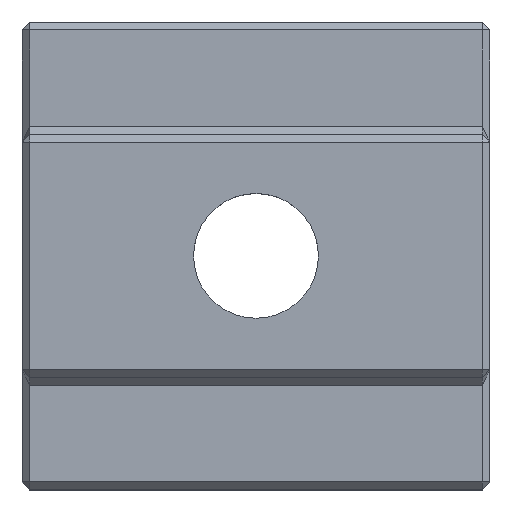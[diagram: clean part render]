
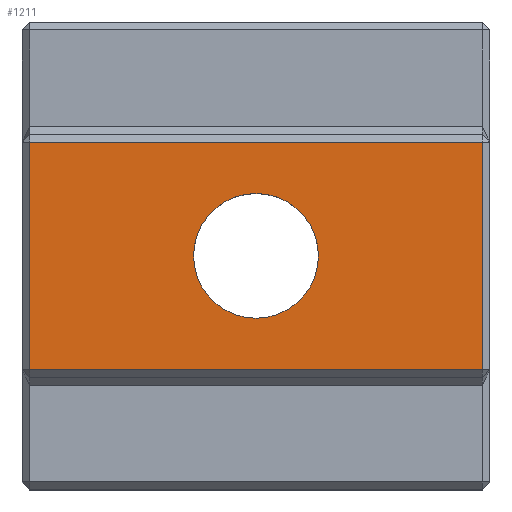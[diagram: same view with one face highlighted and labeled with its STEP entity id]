
A CAD part, top view. The second image highlights one B-rep face of the part: STEP entity #1211.
In plain terms, the highlighted planar face has unit normal (0, 0, 1).
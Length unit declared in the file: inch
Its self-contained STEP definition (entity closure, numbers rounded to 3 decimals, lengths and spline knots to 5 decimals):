
#16=FACE_BOUND('',#157,.T.);
#20=CIRCLE('',#1294,0.07874);
#76=FACE_OUTER_BOUND('',#156,.T.);
#156=EDGE_LOOP('',(#956,#957,#958,#959));
#157=EDGE_LOOP('',(#960));
#228=LINE('',#1742,#388);
#274=LINE('',#1831,#434);
#277=LINE('',#1835,#437);
#285=LINE('',#1847,#445);
#388=VECTOR('',#1397,0.57055);
#434=VECTOR('',#1481,0.28709);
#437=VECTOR('',#1486,0.57055);
#445=VECTOR('',#1502,0.28709);
#524=VERTEX_POINT('',#1694);
#538=VERTEX_POINT('',#1728);
#540=VERTEX_POINT('',#1733);
#552=VERTEX_POINT('',#1770);
#566=VERTEX_POINT('',#1883);
#634=EDGE_CURVE('',#524,#540,#228,.T.);
#680=EDGE_CURVE('',#540,#552,#274,.T.);
#683=EDGE_CURVE('',#552,#538,#277,.T.);
#691=EDGE_CURVE('',#538,#524,#285,.T.);
#712=EDGE_CURVE('',#566,#566,#20,.T.);
#956=ORIENTED_EDGE('',*,*,#634,.F.);
#957=ORIENTED_EDGE('',*,*,#691,.F.);
#958=ORIENTED_EDGE('',*,*,#683,.F.);
#959=ORIENTED_EDGE('',*,*,#680,.F.);
#960=ORIENTED_EDGE('',*,*,#712,.T.);
#1132=PLANE('',#1293);
#1211=ADVANCED_FACE('',(#76,#16),#1132,.T.);
#1293=AXIS2_PLACEMENT_3D('',#1882,#1551,#1552);
#1294=AXIS2_PLACEMENT_3D('',#1884,#1553,#1554);
#1397=DIRECTION('',(-1.,0.,0.));
#1481=DIRECTION('',(0.,1.,0.));
#1486=DIRECTION('',(1.,0.,0.));
#1502=DIRECTION('',(0.,-1.,0.));
#1551=DIRECTION('center_axis',(0.,0.,1.));
#1552=DIRECTION('ref_axis',(0.,-1.,0.));
#1553=DIRECTION('center_axis',(0.,0.,-1.));
#1554=DIRECTION('ref_axis',(-1.,0.,0.));
#1694=CARTESIAN_POINT('',(0.58055,-0.14354,0.13582));
#1728=CARTESIAN_POINT('',(0.58055,0.14354,0.13582));
#1733=CARTESIAN_POINT('',(0.01,-0.14354,0.13582));
#1742=CARTESIAN_POINT('',(0.,-0.14354,0.13582));
#1770=CARTESIAN_POINT('',(0.01,0.14354,0.13582));
#1831=CARTESIAN_POINT('',(0.01,0.07677,0.13582));
#1835=CARTESIAN_POINT('',(0.,0.14354,0.13582));
#1847=CARTESIAN_POINT('',(0.58055,0.07677,0.13582));
#1882=CARTESIAN_POINT('Origin',(0.,0.15354,0.13582));
#1883=CARTESIAN_POINT('',(0.37402,0.,0.13582));
#1884=CARTESIAN_POINT('Origin',(0.29528,0.,
0.13582));
